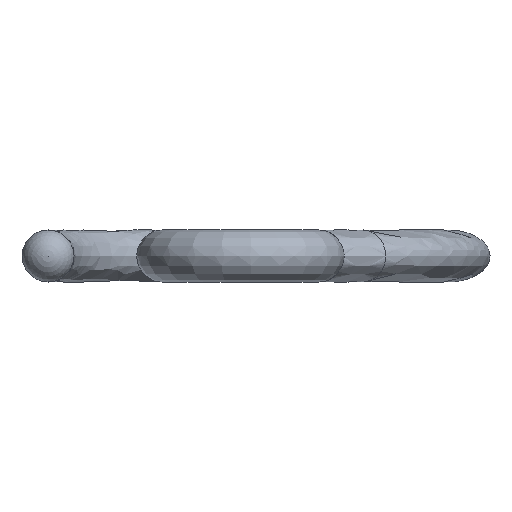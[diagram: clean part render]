
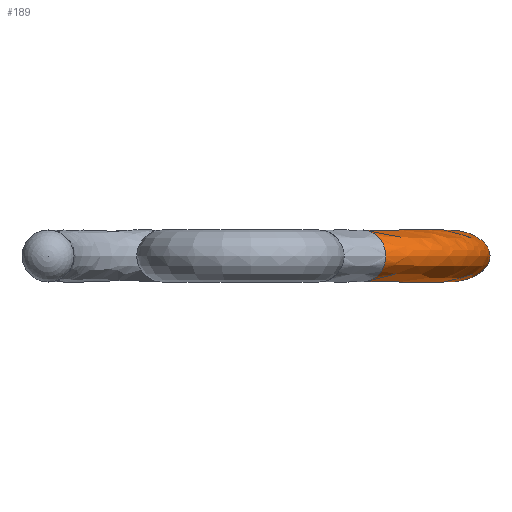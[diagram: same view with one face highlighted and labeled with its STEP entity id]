
A CAD part, front view. The second image highlights one B-rep face of the part: STEP entity #189.
In plain terms, the highlighted free-form (B-spline) face has degree [3, 2] with [7, 9] control points.
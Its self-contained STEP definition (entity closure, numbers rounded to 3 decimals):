
#37=FACE_OUTER_BOUND('',#49,.T.);
#49=EDGE_LOOP('',(#122,#123,#124,#125));
#61=ELLIPSE('',#215,3.994,2.5);
#62=ELLIPSE('',#216,4.,2.5);
#67=(
BOUNDED_CURVE()
B_SPLINE_CURVE(3,(#352,#353,#354,#355,#356,#357,#358),.UNSPECIFIED.,.F.,
 .F.)
B_SPLINE_CURVE_WITH_KNOTS((4,1,1,1,4),(0.,4.287,8.877,
13.678,18.561),.UNSPECIFIED.)
CURVE()
GEOMETRIC_REPRESENTATION_ITEM()
RATIONAL_B_SPLINE_CURVE((1.,1.,1.,1.,1.,1.,1.))
REPRESENTATION_ITEM('')
);
#74=VERTEX_POINT('',#350);
#75=VERTEX_POINT('',#351);
#93=EDGE_CURVE('',#74,#75,#67,.T.);
#94=EDGE_CURVE('',#75,#75,#61,.T.);
#95=EDGE_CURVE('',#74,#74,#62,.T.);
#122=ORIENTED_EDGE('',*,*,#93,.T.);
#123=ORIENTED_EDGE('',*,*,#94,.T.);
#124=ORIENTED_EDGE('',*,*,#93,.F.);
#125=ORIENTED_EDGE('',*,*,#95,.T.);
#180=(
BOUNDED_SURFACE()
B_SPLINE_SURFACE(3,2,((#287,#288,#289,#290,#291,#292,#293,#294,#295),(#296,
#297,#298,#299,#300,#301,#302,#303,#304),(#305,#306,#307,#308,#309,#310,
#311,#312,#313),(#314,#315,#316,#317,#318,#319,#320,#321,#322),(#323,#324,
#325,#326,#327,#328,#329,#330,#331),(#332,#333,#334,#335,#336,#337,#338,
#339,#340),(#341,#342,#343,#344,#345,#346,#347,#348,#349)),
 .UNSPECIFIED.,.F.,.T.,.F.)
B_SPLINE_SURFACE_WITH_KNOTS((4,1,1,1,4),(3,2,2,2,3),(0.,4.287,
8.877,13.678,18.561),(0.,6.283,
12.566,18.85,25.133),.UNSPECIFIED.)
GEOMETRIC_REPRESENTATION_ITEM()
RATIONAL_B_SPLINE_SURFACE(((1.,0.707,1.,0.707,1.,
0.707,1.,0.707,1.),(1.,0.707,1.,0.707,
1.,0.707,1.,0.707,1.),(1.,0.707,1.,
0.707,1.,0.707,1.,0.707,1.),(1.,0.707,
1.,0.707,1.,0.707,1.,0.707,1.),(1.,
0.707,1.,0.707,1.,0.707,1.,0.707,
1.),(1.,0.707,1.,0.707,1.,0.707,1.,
0.707,1.),(1.,0.707,1.,0.707,1.,0.707,
1.,0.707,1.)))
REPRESENTATION_ITEM('')
SURFACE()
);
#189=ADVANCED_FACE('',(#37),#180,.T.);
#215=AXIS2_PLACEMENT_3D('',#359,#239,#240);
#216=AXIS2_PLACEMENT_3D('',#360,#241,#242);
#239=DIRECTION('center_axis',(0.819,0.574,0.));
#240=DIRECTION('ref_axis',(0.574,-0.819,0.));
#241=DIRECTION('center_axis',(0.,-1.,0.));
#242=DIRECTION('ref_axis',(1.,0.,0.));
#287=CARTESIAN_POINT('Ctrl Pts',(24.017,22.306,-0.292));
#288=CARTESIAN_POINT('Ctrl Pts',(24.017,22.306,-2.792));
#289=CARTESIAN_POINT('Ctrl Pts',(20.017,22.306,-2.792));
#290=CARTESIAN_POINT('Ctrl Pts',(16.017,22.306,-2.792));
#291=CARTESIAN_POINT('Ctrl Pts',(16.017,22.306,-0.292));
#292=CARTESIAN_POINT('Ctrl Pts',(16.017,22.306,2.208));
#293=CARTESIAN_POINT('Ctrl Pts',(20.017,22.306,2.208));
#294=CARTESIAN_POINT('Ctrl Pts',(24.017,22.306,2.208));
#295=CARTESIAN_POINT('Ctrl Pts',(24.017,22.306,-0.292));
#296=CARTESIAN_POINT('Ctrl Pts',(24.018,20.576,-0.292));
#297=CARTESIAN_POINT('Ctrl Pts',(24.018,20.576,-2.792));
#298=CARTESIAN_POINT('Ctrl Pts',(20.018,20.877,-2.792));
#299=CARTESIAN_POINT('Ctrl Pts',(16.018,21.179,-2.792));
#300=CARTESIAN_POINT('Ctrl Pts',(16.018,21.179,-0.292));
#301=CARTESIAN_POINT('Ctrl Pts',(16.018,21.179,2.208));
#302=CARTESIAN_POINT('Ctrl Pts',(20.018,20.877,2.208));
#303=CARTESIAN_POINT('Ctrl Pts',(24.018,20.576,2.208));
#304=CARTESIAN_POINT('Ctrl Pts',(24.018,20.576,-0.292));
#305=CARTESIAN_POINT('Ctrl Pts',(23.609,16.993,-0.292));
#306=CARTESIAN_POINT('Ctrl Pts',(23.609,16.993,-2.792));
#307=CARTESIAN_POINT('Ctrl Pts',(19.681,17.918,-2.792));
#308=CARTESIAN_POINT('Ctrl Pts',(15.753,18.844,-2.792));
#309=CARTESIAN_POINT('Ctrl Pts',(15.753,18.844,-0.292));
#310=CARTESIAN_POINT('Ctrl Pts',(15.753,18.844,2.208));
#311=CARTESIAN_POINT('Ctrl Pts',(19.681,17.918,2.208));
#312=CARTESIAN_POINT('Ctrl Pts',(23.609,16.993,2.208));
#313=CARTESIAN_POINT('Ctrl Pts',(23.609,16.993,-0.292));
#314=CARTESIAN_POINT('Ctrl Pts',(21.722,11.77,-0.292));
#315=CARTESIAN_POINT('Ctrl Pts',(21.722,11.77,-2.792));
#316=CARTESIAN_POINT('Ctrl Pts',(18.122,13.598,-2.792));
#317=CARTESIAN_POINT('Ctrl Pts',(14.523,15.426,-2.792));
#318=CARTESIAN_POINT('Ctrl Pts',(14.523,15.426,-0.292));
#319=CARTESIAN_POINT('Ctrl Pts',(14.523,15.426,2.208));
#320=CARTESIAN_POINT('Ctrl Pts',(18.122,13.598,2.208));
#321=CARTESIAN_POINT('Ctrl Pts',(21.722,11.77,2.208));
#322=CARTESIAN_POINT('Ctrl Pts',(21.722,11.77,-0.292));
#323=CARTESIAN_POINT('Ctrl Pts',(18.501,6.97,-0.292));
#324=CARTESIAN_POINT('Ctrl Pts',(18.501,6.97,-2.792));
#325=CARTESIAN_POINT('Ctrl Pts',(15.454,9.615,-2.792));
#326=CARTESIAN_POINT('Ctrl Pts',(12.406,12.261,-2.792));
#327=CARTESIAN_POINT('Ctrl Pts',(12.406,12.261,-0.292));
#328=CARTESIAN_POINT('Ctrl Pts',(12.406,12.261,2.208));
#329=CARTESIAN_POINT('Ctrl Pts',(15.454,9.615,2.208));
#330=CARTESIAN_POINT('Ctrl Pts',(18.501,6.97,2.208));
#331=CARTESIAN_POINT('Ctrl Pts',(18.501,6.97,-0.292));
#332=CARTESIAN_POINT('Ctrl Pts',(15.598,4.354,-0.292));
#333=CARTESIAN_POINT('Ctrl Pts',(15.598,4.354,-2.792));
#334=CARTESIAN_POINT('Ctrl Pts',(13.038,7.437,-2.792));
#335=CARTESIAN_POINT('Ctrl Pts',(10.479,10.52,-2.792));
#336=CARTESIAN_POINT('Ctrl Pts',(10.479,10.52,-0.292));
#337=CARTESIAN_POINT('Ctrl Pts',(10.479,10.52,2.208));
#338=CARTESIAN_POINT('Ctrl Pts',(13.038,7.437,2.208));
#339=CARTESIAN_POINT('Ctrl Pts',(15.598,4.354,2.208));
#340=CARTESIAN_POINT('Ctrl Pts',(15.598,4.354,-0.292));
#341=CARTESIAN_POINT('Ctrl Pts',(13.999,3.233,-0.292));
#342=CARTESIAN_POINT('Ctrl Pts',(13.999,3.233,-2.792));
#343=CARTESIAN_POINT('Ctrl Pts',(11.706,6.503,-2.792));
#344=CARTESIAN_POINT('Ctrl Pts',(9.412,9.773,-2.792));
#345=CARTESIAN_POINT('Ctrl Pts',(9.412,9.773,-0.292));
#346=CARTESIAN_POINT('Ctrl Pts',(9.412,9.773,2.208));
#347=CARTESIAN_POINT('Ctrl Pts',(11.706,6.503,2.208));
#348=CARTESIAN_POINT('Ctrl Pts',(13.999,3.233,2.208));
#349=CARTESIAN_POINT('Ctrl Pts',(13.999,3.233,-0.292));
#350=CARTESIAN_POINT('',(24.017,22.306,-0.292));
#351=CARTESIAN_POINT('',(13.999,3.233,-0.292));
#352=CARTESIAN_POINT('Ctrl Pts',(24.017,22.306,-0.292));
#353=CARTESIAN_POINT('Ctrl Pts',(24.018,20.576,-0.292));
#354=CARTESIAN_POINT('Ctrl Pts',(23.609,16.993,-0.292));
#355=CARTESIAN_POINT('Ctrl Pts',(21.722,11.77,-0.292));
#356=CARTESIAN_POINT('Ctrl Pts',(18.501,6.97,-0.292));
#357=CARTESIAN_POINT('Ctrl Pts',(15.598,4.354,-0.292));
#358=CARTESIAN_POINT('Ctrl Pts',(13.999,3.233,-0.292));
#359=CARTESIAN_POINT('Origin',(11.706,6.503,-0.292));
#360=CARTESIAN_POINT('Origin',(20.017,22.306,-0.292));
